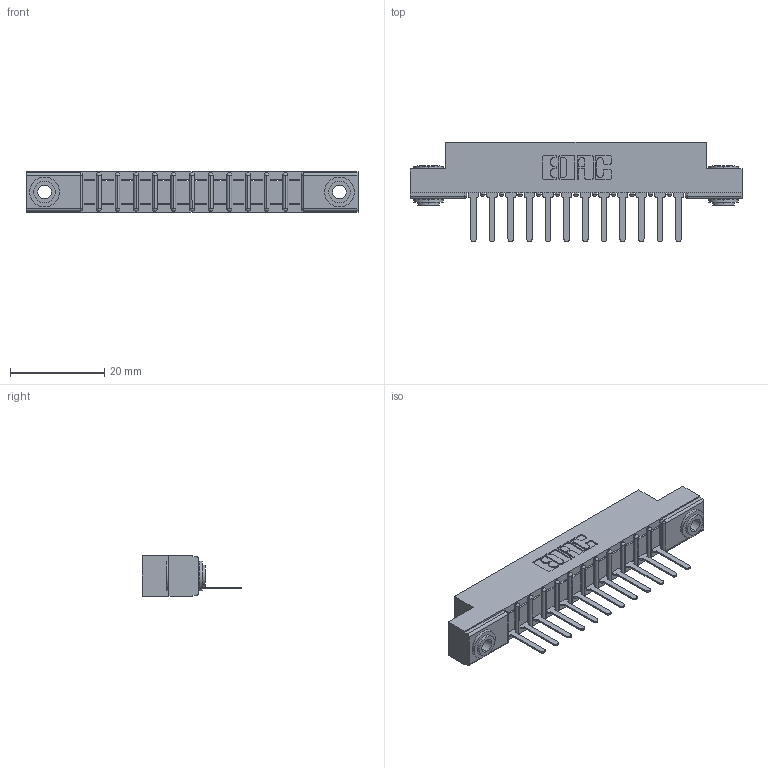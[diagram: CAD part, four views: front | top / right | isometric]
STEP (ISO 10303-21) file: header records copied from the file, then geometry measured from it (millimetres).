
FILE_DESCRIPTION (( 'STEP AP203' ), '1' );
FILE_NAME ('357-012-527-103.STEP', '2019-09-13T19:48:52', ( '' ), ( '' ), 'SwSTEP 2.0', 'SolidWorks 2016', '' );
FILE_SCHEMA (( 'CONFIG_CONTROL_DESIGN' ));
Length unit declared in the file: inch
Products named in the file (4): 357-012-527-103; 307 Part_.156 Dia Mounting Holes; 345-250-002_345-250-002-102; 307-290-001_527
Assembly tree (15 placements, depth 2):
  357-012-527-103
    307 Part_.156 Dia Mounting Holes
    307-290-001_527  x12
    345-250-002_345-250-002-102  x2
Bounding box: 70.56 x 21.11 x 8.71 mm (x, y, z)
Volume: 4488.9 mm3; surface area: 6875.6 mm2
Topology: 15 solids, 15 shells, 855 faces, 2379 edges, 1530 vertices
Faces by surface type: plane 538, cylinder 283, sphere 26, cone 8
Entity records: 15019 total; most frequent: CARTESIAN_POINT 2497, ORIENTED_EDGE 2474, DIRECTION 2461, EDGE_CURVE 1237, LINE 929, VECTOR 929, VERTEX_POINT 802, AXIS2_PLACEMENT_3D 766
